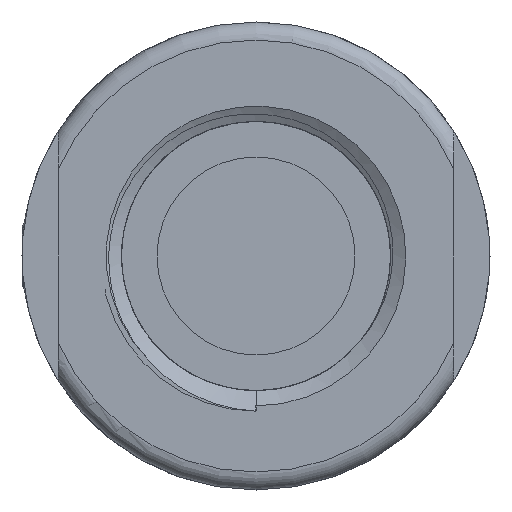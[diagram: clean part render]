
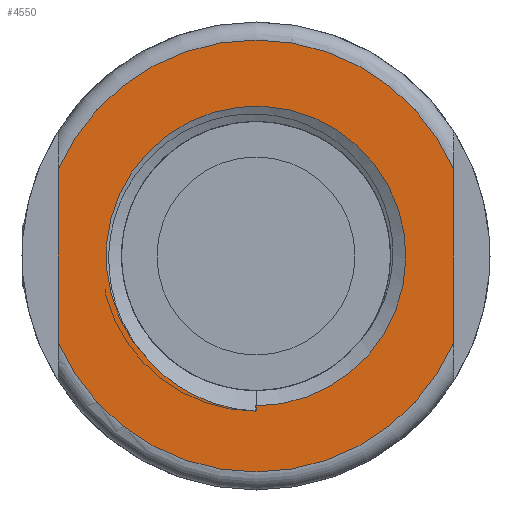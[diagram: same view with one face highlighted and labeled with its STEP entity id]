
A CAD part, left-side view. The second image highlights one B-rep face of the part: STEP entity #4550.
In plain terms, the highlighted planar face has unit normal (-1, 0, 0).
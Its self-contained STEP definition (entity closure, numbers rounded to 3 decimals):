
#165=PLANE('',#5162);
#224=FACE_BOUND('',#1473,.T.);
#433=B_SPLINE_CURVE_WITH_KNOTS('',3,(#16571,#16572,#16573,#16574,#16575,
#16576,#16577,#16578),.UNSPECIFIED.,.F.,.F.,(4,2,2,4),(-0.37,
-0.198,-0.113,0.),
 .UNSPECIFIED.);
#617=LINE('',#16567,#803);
#618=LINE('',#16568,#804);
#619=LINE('',#16570,#805);
#803=VECTOR('',#6442,1000.);
#804=VECTOR('',#6443,1000.);
#805=VECTOR('',#6444,1000.);
#1178=FACE_OUTER_BOUND('',#1472,.T.);
#1472=EDGE_LOOP('',(#4218,#4219,#4220,#4221));
#1473=EDGE_LOOP('',(#4222,#4223,#4224));
#1764=CIRCLE('',#5123,12.);
#1790=CIRCLE('',#5161,8.325);
#1791=CIRCLE('',#5163,12.);
#2253=VERTEX_POINT('',#16356);
#2254=VERTEX_POINT('',#16369);
#2278=VERTEX_POINT('',#16525);
#2279=VERTEX_POINT('',#16527);
#2280=VERTEX_POINT('',#16564);
#2281=VERTEX_POINT('',#16565);
#2282=VERTEX_POINT('',#16569);
#2896=EDGE_CURVE('',#2254,#2253,#1764,.T.);
#2936=EDGE_CURVE('',#2278,#2279,#1790,.T.);
#2938=EDGE_CURVE('',#2280,#2281,#1791,.T.);
#2939=EDGE_CURVE('',#2281,#2254,#617,.T.);
#2940=EDGE_CURVE('',#2253,#2280,#618,.T.);
#2941=EDGE_CURVE('',#2282,#2278,#619,.T.);
#2942=EDGE_CURVE('',#2282,#2279,#433,.T.);
#4218=ORIENTED_EDGE('',*,*,#2938,.T.);
#4219=ORIENTED_EDGE('',*,*,#2939,.T.);
#4220=ORIENTED_EDGE('',*,*,#2896,.T.);
#4221=ORIENTED_EDGE('',*,*,#2940,.T.);
#4222=ORIENTED_EDGE('',*,*,#2941,.F.);
#4223=ORIENTED_EDGE('',*,*,#2942,.T.);
#4224=ORIENTED_EDGE('',*,*,#2936,.F.);
#4550=ADVANCED_FACE('',(#1178,#224),#165,.F.);
#5123=AXIS2_PLACEMENT_3D('',#16370,#6349,#6350);
#5161=AXIS2_PLACEMENT_3D('',#16528,#6436,#6437);
#5162=AXIS2_PLACEMENT_3D('',#16563,#6438,#6439);
#5163=AXIS2_PLACEMENT_3D('',#16566,#6440,#6441);
#6349=DIRECTION('center_axis',(-1.,0.,0.));
#6350=DIRECTION('ref_axis',(0.,0.,
-1.));
#6436=DIRECTION('center_axis',(-1.,0.,0.));
#6437=DIRECTION('ref_axis',(0.,0.,
-1.));
#6438=DIRECTION('center_axis',(1.,0.,0.));
#6439=DIRECTION('ref_axis',(0.,0.,1.));
#6440=DIRECTION('center_axis',(-1.,0.,0.));
#6441=DIRECTION('ref_axis',(0.,0.,
-1.));
#6442=DIRECTION('',(0.,0.,-1.));
#6443=DIRECTION('',(0.,0.,1.));
#6444=DIRECTION('',(0.,0.,1.));
#16356=CARTESIAN_POINT('',(-19.3,-11.,-4.796));
#16369=CARTESIAN_POINT('',(-19.3,11.,-4.796));
#16370=CARTESIAN_POINT('Origin',(-19.3,0.,
0.));
#16525=CARTESIAN_POINT('',(-19.3,0.,-8.325));
#16527=CARTESIAN_POINT('',(-19.3,5.934,-5.839));
#16528=CARTESIAN_POINT('Origin',(-19.3,0.,
0.));
#16563=CARTESIAN_POINT('Origin',(-19.3,-8.325,0.));
#16564=CARTESIAN_POINT('',(-19.3,-11.,4.796));
#16565=CARTESIAN_POINT('',(-19.3,11.,4.796));
#16566=CARTESIAN_POINT('Origin',(-19.3,0.,
0.));
#16567=CARTESIAN_POINT('',(-19.3,11.,0.));
#16568=CARTESIAN_POINT('',(-19.3,-11.,0.));
#16569=CARTESIAN_POINT('',(-19.3,0.,-8.618));
#16570=CARTESIAN_POINT('',(-19.3,0.,0.));
#16571=CARTESIAN_POINT('Ctrl Pts',(-19.3,0.,
-8.618));
#16572=CARTESIAN_POINT('Ctrl Pts',(-19.3,1.124,-8.572));
#16573=CARTESIAN_POINT('Ctrl Pts',(-19.3,2.228,-8.303));
#16574=CARTESIAN_POINT('Ctrl Pts',(-19.3,3.747,-7.591));
#16575=CARTESIAN_POINT('Ctrl Pts',(-19.3,4.223,-7.309));
#16576=CARTESIAN_POINT('Ctrl Pts',(-19.3,5.265,-6.543));
#16577=CARTESIAN_POINT('Ctrl Pts',(-19.3,5.681,-6.119));
#16578=CARTESIAN_POINT('Ctrl Pts',(-19.3,5.934,-5.839));
